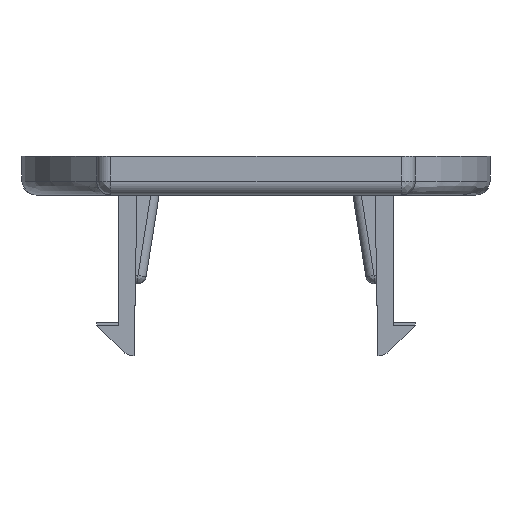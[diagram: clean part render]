
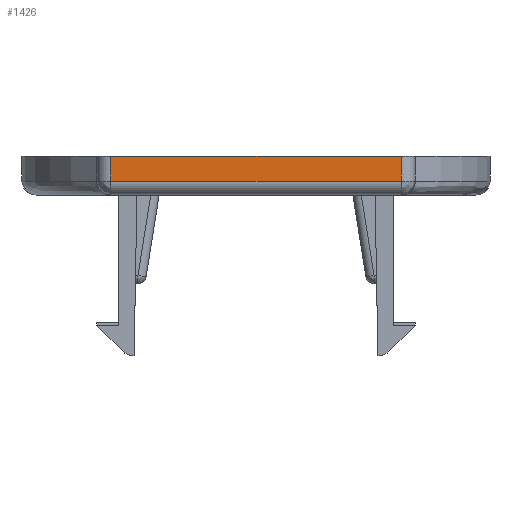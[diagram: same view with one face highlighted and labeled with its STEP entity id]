
A CAD part, left-side view. The second image highlights one B-rep face of the part: STEP entity #1426.
In plain terms, the highlighted planar face has unit normal (-1, 0, 0).
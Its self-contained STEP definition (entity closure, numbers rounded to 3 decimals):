
#26 = CARTESIAN_POINT ( 'NONE',  ( -21.6, -5.25, 1.4 ) ) ;
#135 = CARTESIAN_POINT ( 'NONE',  ( -21.6, -5.25, 1.4 ) ) ;
#167 = EDGE_LOOP ( 'NONE', ( #2105, #1973, #1945, #1908 ) ) ;
#538 = CARTESIAN_POINT ( 'NONE',  ( -21.6, -5.25, 0.5 ) ) ;
#546 = VERTEX_POINT ( 'NONE', #2710 ) ;
#747 = EDGE_CURVE ( 'NONE', #3425, #3840, #1249, .T. ) ;
#792 = FACE_OUTER_BOUND ( 'NONE', #167, .T. ) ;
#899 = EDGE_CURVE ( 'NONE', #3840, #1653, #1142, .T. ) ;
#928 = DIRECTION ( 'NONE',  ( 0., 0., 1. ) ) ;
#971 = AXIS2_PLACEMENT_3D ( 'NONE', #2717, #2637, #2630 ) ;
#1123 = VECTOR ( 'NONE', #3704, 1000. ) ;
#1142 = LINE ( 'NONE', #3738, #1123 ) ;
#1249 = LINE ( 'NONE', #26, #1268 ) ;
#1268 = VECTOR ( 'NONE', #1649, 1000. ) ;
#1356 = CARTESIAN_POINT ( 'NONE',  ( -21.6, 5.25, 0.5 ) ) ;
#1426 = ADVANCED_FACE ( 'NONE', ( #792 ), #2644, .F. ) ;
#1649 = DIRECTION ( 'NONE',  ( 0., 0., -1. ) ) ;
#1653 = VERTEX_POINT ( 'NONE', #1356 ) ;
#1732 = VECTOR ( 'NONE', #928, 1000. ) ;
#1836 = CARTESIAN_POINT ( 'NONE',  ( -21.6, 0., 1.4 ) ) ;
#1908 = ORIENTED_EDGE ( 'NONE', *, *, #899, .F. ) ;
#1945 = ORIENTED_EDGE ( 'NONE', *, *, #4227, .F. ) ;
#1973 = ORIENTED_EDGE ( 'NONE', *, *, #2028, .F. ) ;
#1975 = DIRECTION ( 'NONE',  ( 0., -1., 0. ) ) ;
#2028 = EDGE_CURVE ( 'NONE', #546, #3425, #3553, .T. ) ;
#2105 = ORIENTED_EDGE ( 'NONE', *, *, #747, .F. ) ;
#2630 = DIRECTION ( 'NONE',  ( 0., 0., -1. ) ) ;
#2637 = DIRECTION ( 'NONE',  ( 1., 0., 0. ) ) ;
#2644 = PLANE ( 'NONE',  #971 ) ;
#2710 = CARTESIAN_POINT ( 'NONE',  ( -21.6, 5.25, 1.4 ) ) ;
#2717 = CARTESIAN_POINT ( 'NONE',  ( -21.6, 5.75, 1.4 ) ) ;
#3425 = VERTEX_POINT ( 'NONE', #135 ) ;
#3553 = LINE ( 'NONE', #1836, #4074 ) ;
#3674 = LINE ( 'NONE', #3675, #1732 ) ;
#3675 = CARTESIAN_POINT ( 'NONE',  ( -21.6, 5.25, 1.4 ) ) ;
#3704 = DIRECTION ( 'NONE',  ( 0., 1., 0. ) ) ;
#3738 = CARTESIAN_POINT ( 'NONE',  ( -21.6, 5.75, 0.5 ) ) ;
#3840 = VERTEX_POINT ( 'NONE', #538 ) ;
#4074 = VECTOR ( 'NONE', #1975, 1000. ) ;
#4227 = EDGE_CURVE ( 'NONE', #1653, #546, #3674, .T. ) ;
